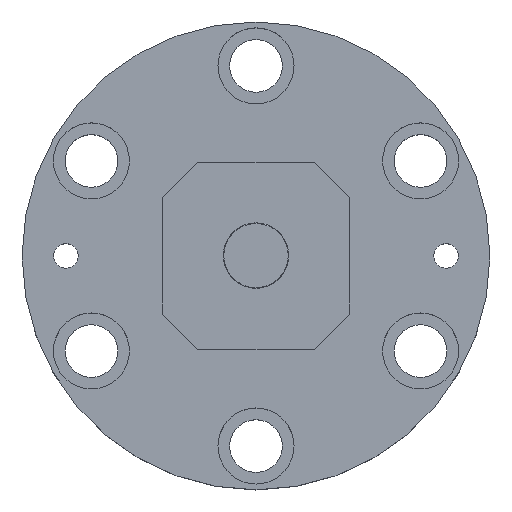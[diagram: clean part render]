
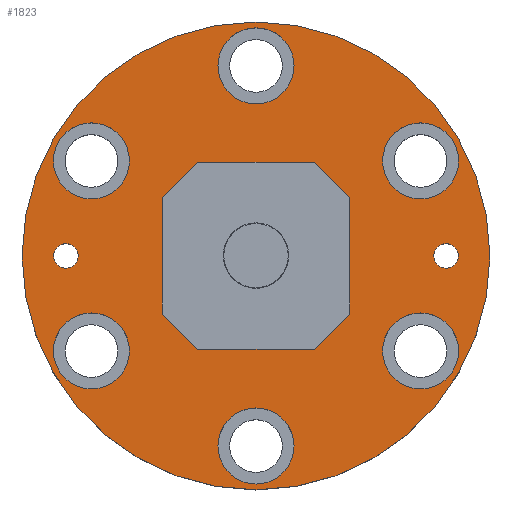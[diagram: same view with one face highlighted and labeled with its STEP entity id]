
A CAD part, top view. The second image highlights one B-rep face of the part: STEP entity #1823.
In plain terms, the highlighted planar face has unit normal (0, 0, 1).
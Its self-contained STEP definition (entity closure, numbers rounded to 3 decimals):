
#1823=ADVANCED_FACE('',(#3414,#3415,#3416,#3417,#3418,#3419,#3420,#3421,#3422,#3423),#3424,.T.);
#3414=FACE_BOUND('',#5351,.T.);
#3415=FACE_BOUND('',#5352,.T.);
#3416=FACE_BOUND('',#5353,.T.);
#3417=FACE_BOUND('',#5354,.T.);
#3418=FACE_BOUND('',#5355,.T.);
#3419=FACE_BOUND('',#5356,.T.);
#3420=FACE_BOUND('',#5357,.T.);
#3421=FACE_OUTER_BOUND('',#5358,.T.);
#3422=FACE_BOUND('',#5359,.T.);
#3423=FACE_BOUND('',#5360,.T.);
#3424=PLANE('',#5361);
#5351=EDGE_LOOP('',(#8355,#8356));
#5352=EDGE_LOOP('',(#8357,#8358));
#5353=EDGE_LOOP('',(#8359,#8360));
#5354=EDGE_LOOP('',(#8361,#8362));
#5355=EDGE_LOOP('',(#8363,#8364));
#5356=EDGE_LOOP('',(#8365,#8366));
#5357=EDGE_LOOP('',(#8367,#8368));
#5358=EDGE_LOOP('',(#8369,#8370));
#5359=EDGE_LOOP('',(#8371,#8372));
#5360=EDGE_LOOP('',(#8373,#8374));
#5361=AXIS2_PLACEMENT_3D('',#8375,#8376,#8377);
#8355=ORIENTED_EDGE('',*,*,#9789,.T.);
#8356=ORIENTED_EDGE('',*,*,#9809,.T.);
#8357=ORIENTED_EDGE('',*,*,#9779,.T.);
#8358=ORIENTED_EDGE('',*,*,#9810,.T.);
#8359=ORIENTED_EDGE('',*,*,#9769,.T.);
#8360=ORIENTED_EDGE('',*,*,#9811,.T.);
#8361=ORIENTED_EDGE('',*,*,#9759,.T.);
#8362=ORIENTED_EDGE('',*,*,#9812,.T.);
#8363=ORIENTED_EDGE('',*,*,#9749,.T.);
#8364=ORIENTED_EDGE('',*,*,#9813,.T.);
#8365=ORIENTED_EDGE('',*,*,#9739,.T.);
#8366=ORIENTED_EDGE('',*,*,#9814,.T.);
#8367=ORIENTED_EDGE('',*,*,#9815,.T.);
#8368=ORIENTED_EDGE('',*,*,#9725,.T.);
#8369=ORIENTED_EDGE('',*,*,#9611,.T.);
#8370=ORIENTED_EDGE('',*,*,#9816,.T.);
#8371=ORIENTED_EDGE('',*,*,#9794,.T.);
#8372=ORIENTED_EDGE('',*,*,#9807,.T.);
#8373=ORIENTED_EDGE('',*,*,#9799,.T.);
#8374=ORIENTED_EDGE('',*,*,#9804,.T.);
#8375=CARTESIAN_POINT('',(-56.25,0.0,90.));
#8376=DIRECTION('',(0.,0.0,1.0));
#8377=DIRECTION('',(-1.0,0.0,0.));
#9611=EDGE_CURVE('',#10755,#10759,#10761,.T.);
#9725=EDGE_CURVE('',#10955,#10952,#10956,.T.);
#9739=EDGE_CURVE('',#10979,#10976,#10980,.T.);
#9749=EDGE_CURVE('',#10997,#10994,#10998,.T.);
#9759=EDGE_CURVE('',#11015,#11012,#11016,.T.);
#9769=EDGE_CURVE('',#11033,#11030,#11034,.T.);
#9779=EDGE_CURVE('',#11051,#11048,#11052,.T.);
#9789=EDGE_CURVE('',#11069,#11066,#11070,.T.);
#9794=EDGE_CURVE('',#11078,#11075,#11079,.T.);
#9799=EDGE_CURVE('',#11087,#11084,#11088,.T.);
#9804=EDGE_CURVE('',#11084,#11087,#11094,.T.);
#9807=EDGE_CURVE('',#11075,#11078,#11097,.T.);
#9809=EDGE_CURVE('',#11066,#11069,#11099,.T.);
#9810=EDGE_CURVE('',#11048,#11051,#11100,.T.);
#9811=EDGE_CURVE('',#11030,#11033,#11101,.T.);
#9812=EDGE_CURVE('',#11012,#11015,#11102,.T.);
#9813=EDGE_CURVE('',#10994,#10997,#11103,.T.);
#9814=EDGE_CURVE('',#10976,#10979,#11104,.T.);
#9815=EDGE_CURVE('',#10952,#10955,#11105,.T.);
#9816=EDGE_CURVE('',#10759,#10755,#11106,.T.);
#10755=VERTEX_POINT('',#12369);
#10759=VERTEX_POINT('',#12374);
#10761=CIRCLE('',#12377,80.0);
#10952=VERTEX_POINT('',#12734);
#10955=VERTEX_POINT('',#12738);
#10956=CIRCLE('',#12739,15.);
#10976=VERTEX_POINT('',#12764);
#10979=VERTEX_POINT('',#12768);
#10980=CIRCLE('',#12769,13.0);
#10994=VERTEX_POINT('',#12786);
#10997=VERTEX_POINT('',#12790);
#10998=CIRCLE('',#12791,13.0);
#11012=VERTEX_POINT('',#12808);
#11015=VERTEX_POINT('',#12812);
#11016=CIRCLE('',#12813,13.0);
#11030=VERTEX_POINT('',#12830);
#11033=VERTEX_POINT('',#12834);
#11034=CIRCLE('',#12835,13.0);
#11048=VERTEX_POINT('',#12852);
#11051=VERTEX_POINT('',#12856);
#11052=CIRCLE('',#12857,13.0);
#11066=VERTEX_POINT('',#12874);
#11069=VERTEX_POINT('',#12878);
#11070=CIRCLE('',#12879,13.0);
#11075=VERTEX_POINT('',#12885);
#11078=VERTEX_POINT('',#12889);
#11079=CIRCLE('',#12890,4.19);
#11084=VERTEX_POINT('',#12896);
#11087=VERTEX_POINT('',#12900);
#11088=CIRCLE('',#12901,4.19);
#11094=CIRCLE('',#12908,4.19);
#11097=CIRCLE('',#12911,4.19);
#11099=CIRCLE('',#12913,13.0);
#11100=CIRCLE('',#12914,13.0);
#11101=CIRCLE('',#12915,13.0);
#11102=CIRCLE('',#12916,13.0);
#11103=CIRCLE('',#12917,13.0);
#11104=CIRCLE('',#12918,13.0);
#11105=CIRCLE('',#12919,15.);
#11106=CIRCLE('',#12920,80.0);
#12369=CARTESIAN_POINT('',(-80.0,0.0,90.));
#12374=CARTESIAN_POINT('',(80.0,0.,90.));
#12377=AXIS2_PLACEMENT_3D('',#13858,#13859,#13860);
#12734=CARTESIAN_POINT('',(-6.508,13.515,90.));
#12738=CARTESIAN_POINT('',(6.508,-13.515,90.));
#12739=AXIS2_PLACEMENT_3D('',#14033,#14034,#14035);
#12764=CARTESIAN_POINT('',(-62.792,21.242,90.));
#12768=CARTESIAN_POINT('',(-49.792,43.758,90.));
#12769=AXIS2_PLACEMENT_3D('',#14054,#14055,#14056);
#12786=CARTESIAN_POINT('',(-49.792,-43.758,90.0));
#12790=CARTESIAN_POINT('',(-62.792,-21.242,90.0));
#12791=AXIS2_PLACEMENT_3D('',#14070,#14071,#14072);
#12808=CARTESIAN_POINT('',(13.0,-65.,90.));
#12812=CARTESIAN_POINT('',(-13.0,-65.,90.));
#12813=AXIS2_PLACEMENT_3D('',#14086,#14087,#14088);
#12830=CARTESIAN_POINT('',(62.792,-21.242,90.));
#12834=CARTESIAN_POINT('',(49.792,-43.758,90.));
#12835=AXIS2_PLACEMENT_3D('',#14102,#14103,#14104);
#12852=CARTESIAN_POINT('',(49.792,43.758,90.));
#12856=CARTESIAN_POINT('',(62.792,21.242,90.));
#12857=AXIS2_PLACEMENT_3D('',#14118,#14119,#14120);
#12874=CARTESIAN_POINT('',(-13.0,65.,90.));
#12878=CARTESIAN_POINT('',(13.0,65.,90.));
#12879=AXIS2_PLACEMENT_3D('',#14134,#14135,#14136);
#12885=CARTESIAN_POINT('',(-69.19,0.,90.0));
#12889=CARTESIAN_POINT('',(-60.81,0.,90.));
#12890=AXIS2_PLACEMENT_3D('',#14142,#14143,#14144);
#12896=CARTESIAN_POINT('',(69.19,0.,90.));
#12900=CARTESIAN_POINT('',(60.81,0.,90.));
#12901=AXIS2_PLACEMENT_3D('',#14150,#14151,#14152);
#12908=AXIS2_PLACEMENT_3D('',#14160,#14161,#14162);
#12911=AXIS2_PLACEMENT_3D('',#14166,#14167,#14168);
#12913=AXIS2_PLACEMENT_3D('',#14169,#14170,#14171);
#12914=AXIS2_PLACEMENT_3D('',#14172,#14173,#14174);
#12915=AXIS2_PLACEMENT_3D('',#14175,#14176,#14177);
#12916=AXIS2_PLACEMENT_3D('',#14178,#14179,#14180);
#12917=AXIS2_PLACEMENT_3D('',#14181,#14182,#14183);
#12918=AXIS2_PLACEMENT_3D('',#14184,#14185,#14186);
#12919=AXIS2_PLACEMENT_3D('',#14187,#14188,#14189);
#12920=AXIS2_PLACEMENT_3D('',#14190,#14191,#14192);
#13858=CARTESIAN_POINT('',(0.0,0.0,90.));
#13859=DIRECTION('',(0.0,0.0,1.0));
#13860=DIRECTION('',(-1.0,0.0,0.0));
#14033=CARTESIAN_POINT('',(0.0,0.0,90.));
#14034=DIRECTION('',(0.0,0.0,-1.0));
#14035=DIRECTION('',(-0.434,0.901,0.0));
#14054=CARTESIAN_POINT('',(-56.292,32.5,90.));
#14055=DIRECTION('',(0.,0.,-1.0));
#14056=DIRECTION('',(-0.5,-0.866,0.));
#14070=CARTESIAN_POINT('',(-56.292,-32.5,90.));
#14071=DIRECTION('',(0.,0.,-1.0));
#14072=DIRECTION('',(0.5,-0.866,0.));
#14086=CARTESIAN_POINT('',(0.,-65.0,90.));
#14087=DIRECTION('',(0.,0.0,-1.0));
#14088=DIRECTION('',(1.0,0.,0.));
#14102=CARTESIAN_POINT('',(56.292,-32.5,90.));
#14103=DIRECTION('',(0.,0.,-1.0));
#14104=DIRECTION('',(0.5,0.866,0.));
#14118=CARTESIAN_POINT('',(56.292,32.5,90.));
#14119=DIRECTION('',(0.,0.,-1.0));
#14120=DIRECTION('',(-0.5,0.866,0.));
#14134=CARTESIAN_POINT('',(0.,65.0,90.));
#14135=DIRECTION('',(0.,0.,-1.0));
#14136=DIRECTION('',(-1.0,0.,0.));
#14142=CARTESIAN_POINT('',(-65.0,0.,90.));
#14143=DIRECTION('',(0.,0.0,-1.0));
#14144=DIRECTION('',(-1.0,0.,0.));
#14150=CARTESIAN_POINT('',(65.0,0.,90.));
#14151=DIRECTION('',(0.,0.,-1.0));
#14152=DIRECTION('',(1.0,0.,0.));
#14160=CARTESIAN_POINT('',(65.0,0.,90.));
#14161=DIRECTION('',(0.,0.,-1.0));
#14162=DIRECTION('',(1.0,0.,0.));
#14166=CARTESIAN_POINT('',(-65.0,0.,90.));
#14167=DIRECTION('',(0.,0.0,-1.0));
#14168=DIRECTION('',(-1.0,0.,0.));
#14169=CARTESIAN_POINT('',(0.,65.0,90.));
#14170=DIRECTION('',(0.,0.,-1.0));
#14171=DIRECTION('',(-1.0,0.,0.));
#14172=CARTESIAN_POINT('',(56.292,32.5,90.));
#14173=DIRECTION('',(0.,0.,-1.0));
#14174=DIRECTION('',(-0.5,0.866,0.));
#14175=CARTESIAN_POINT('',(56.292,-32.5,90.));
#14176=DIRECTION('',(0.,0.,-1.0));
#14177=DIRECTION('',(0.5,0.866,0.));
#14178=CARTESIAN_POINT('',(0.,-65.0,90.));
#14179=DIRECTION('',(0.,0.0,-1.0));
#14180=DIRECTION('',(1.0,0.,0.));
#14181=CARTESIAN_POINT('',(-56.292,-32.5,90.));
#14182=DIRECTION('',(0.,0.,-1.0));
#14183=DIRECTION('',(0.5,-0.866,0.));
#14184=CARTESIAN_POINT('',(-56.292,32.5,90.));
#14185=DIRECTION('',(0.,0.,-1.0));
#14186=DIRECTION('',(-0.5,-0.866,0.));
#14187=CARTESIAN_POINT('',(0.0,0.0,90.));
#14188=DIRECTION('',(0.0,0.0,-1.0));
#14189=DIRECTION('',(-0.434,0.901,0.0));
#14190=CARTESIAN_POINT('',(0.0,0.0,90.));
#14191=DIRECTION('',(0.0,0.0,1.0));
#14192=DIRECTION('',(-1.0,0.0,0.0));
